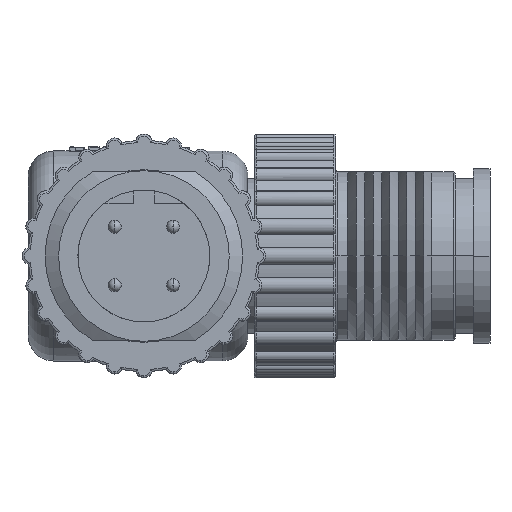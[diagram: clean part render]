
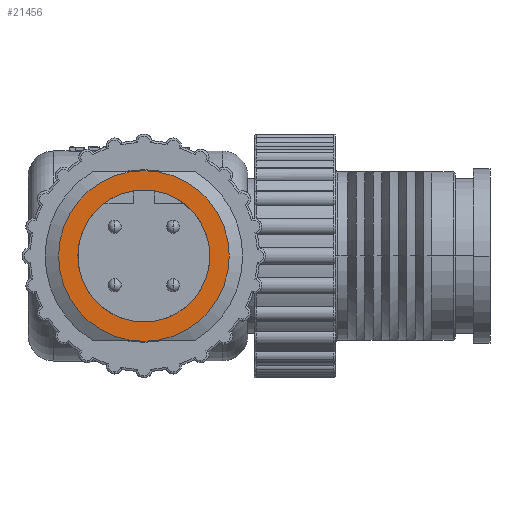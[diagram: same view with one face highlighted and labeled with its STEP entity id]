
A CAD part, left-side view. The second image highlights one B-rep face of the part: STEP entity #21456.
In plain terms, the highlighted face is planar.
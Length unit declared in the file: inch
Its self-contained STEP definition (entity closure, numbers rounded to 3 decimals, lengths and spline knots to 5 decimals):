
#13652 = CARTESIAN_POINT ( 'NONE',  ( -0.203, 0., 0.874 ) ) ;
#13725 = CARTESIAN_POINT ( 'NONE',  ( 0.203, 0., 0.874 ) ) ;
#13733 = DIRECTION ( 'NONE',  ( 0., 0., 1. ) ) ;
#13734 = CARTESIAN_POINT ( 'NONE',  ( 0., 0., 0.874 ) ) ;
#13735 = AXIS2_PLACEMENT_3D ( 'NONE', #13734, #13733, #13788 ) ;
#13736 = CIRCLE ( 'NONE', #13735, 0.157 ) ;
#13739 = DIRECTION ( 'NONE',  ( -1., 0., 0. ) ) ;
#13740 = DIRECTION ( 'NONE',  ( 0., 0., -1. ) ) ;
#13741 = AXIS2_PLACEMENT_3D ( 'NONE', #13758, #13740, #13739 ) ;
#13742 = CIRCLE ( 'NONE', #13741, 0.203 ) ;
#13758 = CARTESIAN_POINT ( 'NONE',  ( 0., 0., 0.874 ) ) ;
#13772 = CARTESIAN_POINT ( 'NONE',  ( -0.157, 0., 0.874 ) ) ;
#13788 = DIRECTION ( 'NONE',  ( 1., 0., 0. ) ) ;
#13982 = CARTESIAN_POINT ( 'NONE',  ( 0.157, 0., 0.874 ) ) ;
#15502 = VERTEX_POINT ( 'NONE', #13652 ) ;
#15529 = VERTEX_POINT ( 'NONE', #13725 ) ;
#15546 = EDGE_CURVE ( 'NONE', #15502, #15529, #13742, .T. ) ;
#15553 = EDGE_CURVE ( 'NONE', #15566, #15639, #13736, .T. ) ;
#15566 = VERTEX_POINT ( 'NONE', #13772 ) ;
#15639 = VERTEX_POINT ( 'NONE', #13982 ) ;
#18318 = DIRECTION ( 'NONE',  ( -1., 0., 0. ) ) ;
#18319 = DIRECTION ( 'NONE',  ( 0., 0., -1. ) ) ;
#18320 = AXIS2_PLACEMENT_3D ( 'NONE', #18322, #18319, #18318 ) ;
#18322 = CARTESIAN_POINT ( 'NONE',  ( 0.203, 0., 0.874 ) ) ;
#18323 = PLANE ( 'NONE',  #18320 ) ;
#18324 = FACE_OUTER_BOUND ( 'NONE', #21517, .T. ) ;
#18325 = FACE_BOUND ( 'NONE', #21550, .T. ) ;
#18373 = DIRECTION ( 'NONE',  ( 1., 0., 0. ) ) ;
#18374 = DIRECTION ( 'NONE',  ( 0., 0., 1. ) ) ;
#18375 = AXIS2_PLACEMENT_3D ( 'NONE', #18377, #18374, #18373 ) ;
#18376 = CIRCLE ( 'NONE', #18375, 0.157 ) ;
#18377 = CARTESIAN_POINT ( 'NONE',  ( 0., 0., 0.874 ) ) ;
#18392 = DIRECTION ( 'NONE',  ( -1., 0., 0. ) ) ;
#18393 = DIRECTION ( 'NONE',  ( 0., 0., -1. ) ) ;
#18404 = AXIS2_PLACEMENT_3D ( 'NONE', #18406, #18393, #18392 ) ;
#18405 = CIRCLE ( 'NONE', #18404, 0.203 ) ;
#18406 = CARTESIAN_POINT ( 'NONE',  ( 0., 0., 0.874 ) ) ;
#21456 = ADVANCED_FACE ( 'NONE', ( #18325, #18324 ), #18323, .F. ) ;
#21508 = EDGE_CURVE ( 'NONE', #15639, #15566, #18376, .T. ) ;
#21515 = ORIENTED_EDGE ( 'NONE', *, *, #15546, .F. ) ;
#21517 = EDGE_LOOP ( 'NONE', ( #21515, #21520 ) ) ;
#21520 = ORIENTED_EDGE ( 'NONE', *, *, #21522, .F. ) ;
#21522 = EDGE_CURVE ( 'NONE', #15529, #15502, #18405, .T. ) ;
#21550 = EDGE_LOOP ( 'NONE', ( #21554, #21553 ) ) ;
#21553 = ORIENTED_EDGE ( 'NONE', *, *, #15553, .F. ) ;
#21554 = ORIENTED_EDGE ( 'NONE', *, *, #21508, .F. ) ;
